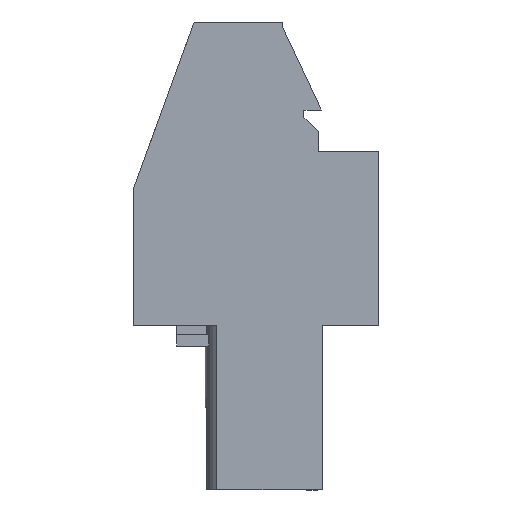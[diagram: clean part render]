
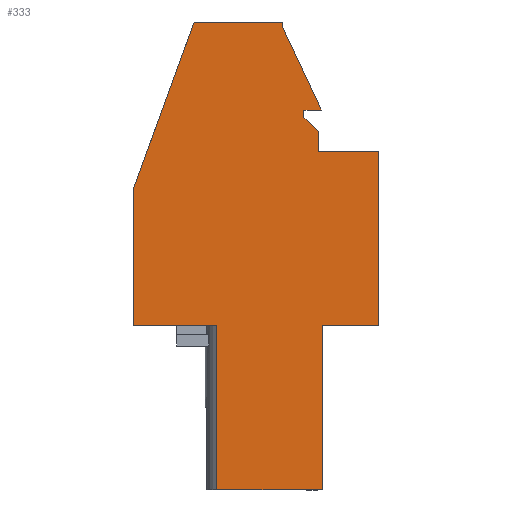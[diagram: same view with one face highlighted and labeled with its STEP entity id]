
A CAD part, left-side view. The second image highlights one B-rep face of the part: STEP entity #333.
In plain terms, the highlighted planar face has unit normal (-1, 0, 0).
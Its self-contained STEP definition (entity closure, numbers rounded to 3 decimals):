
#217=AXIS2_PLACEMENT_3D('Plane Axis2P3D',#214,#215,#216) ;
#49=CARTESIAN_POINT('Vertex',(0.,2.711,7.95)) ;
#52=CARTESIAN_POINT('Line Origine',(0.,2.711,3.975)) ;
#56=CARTESIAN_POINT('Vertex',(0.,2.711,0.)) ;
#107=CARTESIAN_POINT('Line Origine',(0.,1.356,7.95)) ;
#111=CARTESIAN_POINT('Vertex',(0.,0.,7.95)) ;
#214=CARTESIAN_POINT('Axis2P3D Location',(0.,12.132,0.)) ;
#219=CARTESIAN_POINT('Line Origine',(0.,5.261,0.)) ;
#223=CARTESIAN_POINT('Vertex',(0.,7.811,0.)) ;
#226=CARTESIAN_POINT('Line Origine',(0.,0.,12.15)) ;
#230=CARTESIAN_POINT('Vertex',(0.,0.,16.35)) ;
#233=CARTESIAN_POINT('Line Origine',(0.,1.45,16.35)) ;
#237=CARTESIAN_POINT('Vertex',(0.,2.9,16.35)) ;
#240=CARTESIAN_POINT('Line Origine',(0.,2.9,16.825)) ;
#244=CARTESIAN_POINT('Vertex',(0.,2.9,17.3)) ;
#247=CARTESIAN_POINT('Line Origine',(0.,3.25,17.65)) ;
#251=CARTESIAN_POINT('Vertex',(0.,3.6,18.)) ;
#254=CARTESIAN_POINT('Line Origine',(0.,3.6,18.175)) ;
#258=CARTESIAN_POINT('Vertex',(0.,3.6,18.35)) ;
#261=CARTESIAN_POINT('Line Origine',(0.,3.18,18.35)) ;
#265=CARTESIAN_POINT('Vertex',(0.,2.76,18.35)) ;
#268=CARTESIAN_POINT('Line Origine',(0.,3.704,20.375)) ;
#272=CARTESIAN_POINT('Vertex',(0.,4.649,22.4)) ;
#275=CARTESIAN_POINT('Line Origine',(0.,4.649,22.5)) ;
#279=CARTESIAN_POINT('Vertex',(0.,4.649,22.6)) ;
#282=CARTESIAN_POINT('Line Origine',(0.,6.778,22.6)) ;
#286=CARTESIAN_POINT('Vertex',(0.,8.908,22.6)) ;
#289=CARTESIAN_POINT('Line Origine',(0.,10.369,18.586)) ;
#293=CARTESIAN_POINT('Vertex',(0.,11.83,14.572)) ;
#296=CARTESIAN_POINT('Line Origine',(0.,11.83,11.261)) ;
#300=CARTESIAN_POINT('Vertex',(0.,11.83,7.95)) ;
#303=CARTESIAN_POINT('Line Origine',(0.,9.821,7.95)) ;
#307=CARTESIAN_POINT('Vertex',(0.,7.811,7.95)) ;
#310=CARTESIAN_POINT('Line Origine',(0.,7.811,3.975)) ;
#53=DIRECTION('Vector Direction',(0.,0.,1.)) ;
#108=DIRECTION('Vector Direction',(0.,1.,0.)) ;
#215=DIRECTION('Axis2P3D Direction',(-1.,0.,0.)) ;
#216=DIRECTION('Axis2P3D XDirection',(0.,-1.,0.)) ;
#220=DIRECTION('Vector Direction',(0.,1.,0.)) ;
#227=DIRECTION('Vector Direction',(0.,0.,1.)) ;
#234=DIRECTION('Vector Direction',(0.,1.,0.)) ;
#241=DIRECTION('Vector Direction',(0.,0.,1.)) ;
#248=DIRECTION('Vector Direction',(0.,0.707,0.707)) ;
#255=DIRECTION('Vector Direction',(0.,0.,1.)) ;
#262=DIRECTION('Vector Direction',(0.,-1.,0.)) ;
#269=DIRECTION('Vector Direction',(0.,0.423,0.906)) ;
#276=DIRECTION('Vector Direction',(0.,0.,1.)) ;
#283=DIRECTION('Vector Direction',(0.,1.,0.)) ;
#290=DIRECTION('Vector Direction',(0.,0.342,-0.94)) ;
#297=DIRECTION('Vector Direction',(0.,0.,1.)) ;
#304=DIRECTION('Vector Direction',(0.,-1.,0.)) ;
#311=DIRECTION('Vector Direction',(0.,0.,-1.)) ;
#54=VECTOR('Line Direction',#53,1.) ;
#109=VECTOR('Line Direction',#108,1.) ;
#221=VECTOR('Line Direction',#220,1.) ;
#228=VECTOR('Line Direction',#227,1.) ;
#235=VECTOR('Line Direction',#234,1.) ;
#242=VECTOR('Line Direction',#241,1.) ;
#249=VECTOR('Line Direction',#248,1.) ;
#256=VECTOR('Line Direction',#255,1.) ;
#263=VECTOR('Line Direction',#262,1.) ;
#270=VECTOR('Line Direction',#269,1.) ;
#277=VECTOR('Line Direction',#276,1.) ;
#284=VECTOR('Line Direction',#283,1.) ;
#291=VECTOR('Line Direction',#290,1.) ;
#298=VECTOR('Line Direction',#297,1.) ;
#305=VECTOR('Line Direction',#304,1.) ;
#312=VECTOR('Line Direction',#311,1.) ;
#316=ORIENTED_EDGE('',*,*,#225,.T.) ;
#317=ORIENTED_EDGE('',*,*,#58,.T.) ;
#318=ORIENTED_EDGE('',*,*,#113,.T.) ;
#319=ORIENTED_EDGE('',*,*,#232,.T.) ;
#320=ORIENTED_EDGE('',*,*,#239,.T.) ;
#321=ORIENTED_EDGE('',*,*,#246,.T.) ;
#322=ORIENTED_EDGE('',*,*,#253,.T.) ;
#323=ORIENTED_EDGE('',*,*,#260,.T.) ;
#324=ORIENTED_EDGE('',*,*,#267,.T.) ;
#325=ORIENTED_EDGE('',*,*,#274,.T.) ;
#326=ORIENTED_EDGE('',*,*,#281,.T.) ;
#327=ORIENTED_EDGE('',*,*,#288,.T.) ;
#328=ORIENTED_EDGE('',*,*,#295,.T.) ;
#329=ORIENTED_EDGE('',*,*,#302,.T.) ;
#330=ORIENTED_EDGE('',*,*,#309,.F.) ;
#331=ORIENTED_EDGE('',*,*,#314,.T.) ;
#333=ADVANCED_FACE('HOUSING',(#332),#218,.T.) ;
#58=EDGE_CURVE('',#57,#50,#55,.T.) ;
#113=EDGE_CURVE('',#50,#112,#110,.F.) ;
#225=EDGE_CURVE('',#224,#57,#222,.F.) ;
#232=EDGE_CURVE('',#112,#231,#229,.T.) ;
#239=EDGE_CURVE('',#231,#238,#236,.T.) ;
#246=EDGE_CURVE('',#238,#245,#243,.T.) ;
#253=EDGE_CURVE('',#245,#252,#250,.T.) ;
#260=EDGE_CURVE('',#252,#259,#257,.T.) ;
#267=EDGE_CURVE('',#259,#266,#264,.T.) ;
#274=EDGE_CURVE('',#266,#273,#271,.T.) ;
#281=EDGE_CURVE('',#273,#280,#278,.T.) ;
#288=EDGE_CURVE('',#280,#287,#285,.T.) ;
#295=EDGE_CURVE('',#287,#294,#292,.T.) ;
#302=EDGE_CURVE('',#294,#301,#299,.F.) ;
#309=EDGE_CURVE('',#308,#301,#306,.F.) ;
#314=EDGE_CURVE('',#308,#224,#313,.T.) ;
#315=EDGE_LOOP('',(#316,#317,#318,#319,#320,#321,#322,#323,#324,#325,#326,#327,#328,#329,#330,#331)) ;
#332=FACE_OUTER_BOUND('',#315,.T.) ;
#55=LINE('Line',#52,#54) ;
#110=LINE('Line',#107,#109) ;
#222=LINE('Line',#219,#221) ;
#229=LINE('Line',#226,#228) ;
#236=LINE('Line',#233,#235) ;
#243=LINE('Line',#240,#242) ;
#250=LINE('Line',#247,#249) ;
#257=LINE('Line',#254,#256) ;
#264=LINE('Line',#261,#263) ;
#271=LINE('Line',#268,#270) ;
#278=LINE('Line',#275,#277) ;
#285=LINE('Line',#282,#284) ;
#292=LINE('Line',#289,#291) ;
#299=LINE('Line',#296,#298) ;
#306=LINE('Line',#303,#305) ;
#313=LINE('Line',#310,#312) ;
#218=PLANE('',#217) ;
#50=VERTEX_POINT('',#49) ;
#57=VERTEX_POINT('',#56) ;
#112=VERTEX_POINT('',#111) ;
#224=VERTEX_POINT('',#223) ;
#231=VERTEX_POINT('',#230) ;
#238=VERTEX_POINT('',#237) ;
#245=VERTEX_POINT('',#244) ;
#252=VERTEX_POINT('',#251) ;
#259=VERTEX_POINT('',#258) ;
#266=VERTEX_POINT('',#265) ;
#273=VERTEX_POINT('',#272) ;
#280=VERTEX_POINT('',#279) ;
#287=VERTEX_POINT('',#286) ;
#294=VERTEX_POINT('',#293) ;
#301=VERTEX_POINT('',#300) ;
#308=VERTEX_POINT('',#307) ;
